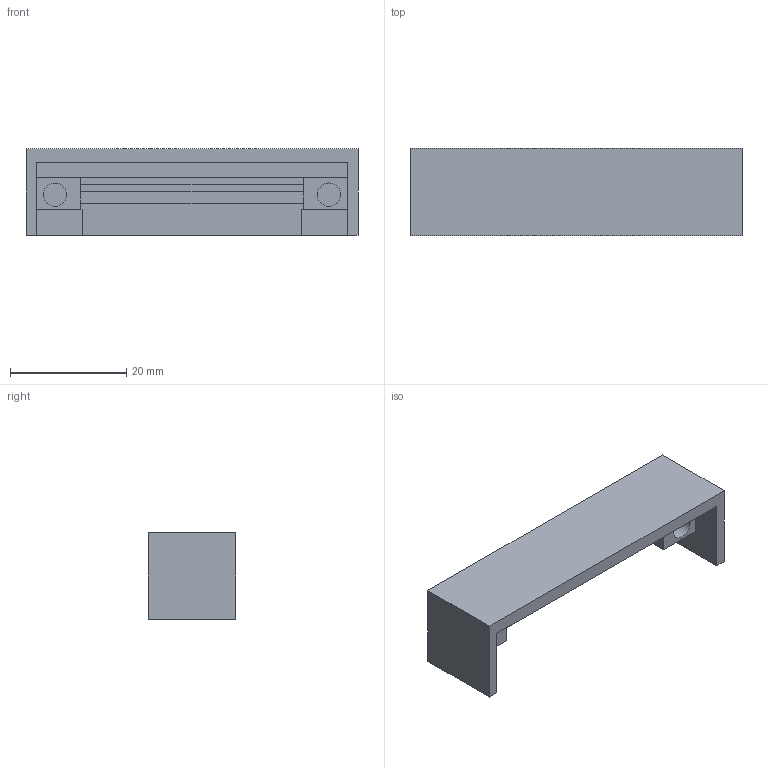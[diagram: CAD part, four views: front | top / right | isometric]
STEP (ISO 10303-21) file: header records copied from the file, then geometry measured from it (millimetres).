
FILE_DESCRIPTION(('HOOPS Exchange Step'),'2;1');
FILE_NAME('temp_export','2025-06-02T15:56:59-04:00',('mcbeav'),('Shapr3D Limited'),'HOOPS Exchange 2024.8','Shapr3D','Authorized');
FILE_SCHEMA( ('AP242_MANAGED_MODEL_BASED_3D_ENGINEERING_MIM_LF {1 0 10303 442 1 1 4}') );
Length unit declared in the file: millimetre
Products named in the file (2): Sketches; root
Assembly tree (1 placements, depth 2):
  root
    Sketches
Bounding box: 57 x 15 x 14.9 mm (x, y, z)
Volume: 5951.5 mm3; surface area: 4519.3 mm2
Topology: 1 solids, 1 shells, 34 faces, 89 edges, 59 vertices
Faces by surface type: plane 31, cylinder 3
Full cylindrical faces by diameter (mm): 4 x2
Entity records: 1092 total; most frequent: CARTESIAN_POINT 186, ORIENTED_EDGE 178, DIRECTION 171, EDGE_CURVE 89, VECTOR 83, LINE 83, VERTEX_POINT 59, AXIS2_PLACEMENT_3D 44
